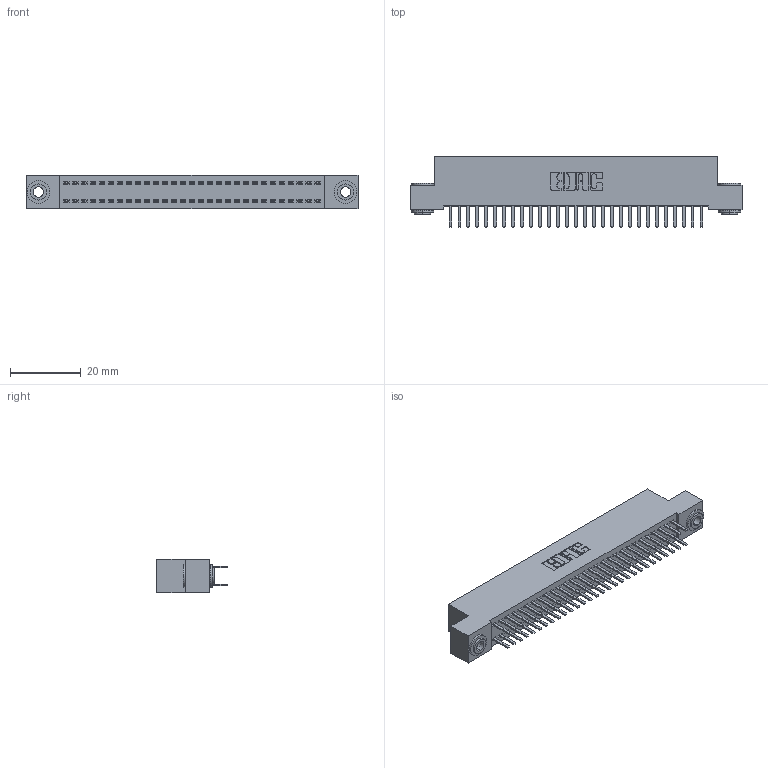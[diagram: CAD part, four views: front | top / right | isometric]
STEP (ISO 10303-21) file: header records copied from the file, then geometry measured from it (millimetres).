
FILE_DESCRIPTION (( 'STEP AP203' ), '1' );
FILE_NAME ('392-058-520-203.STEP', '2019-10-08T16:11:40', ( '' ), ( '' ), 'SwSTEP 2.0', 'SolidWorks 2016', '' );
FILE_SCHEMA (( 'CONFIG_CONTROL_DESIGN' ));
Length unit declared in the file: inch
Products named in the file (4): 392-058-520-203; 342 Part_.156 TH; 345-292-001_345-293-120; 342-250-002_345-250-002-102
Assembly tree (61 placements, depth 2):
  392-058-520-203
    342 Part_.156 TH
    345-292-001_345-293-120  x58
    342-250-002_345-250-002-102  x2
Bounding box: 93.98 x 20.02 x 9.4 mm (x, y, z)
Volume: 8379.9 mm3; surface area: 13473.9 mm2
Topology: 61 solids, 61 shells, 3396 faces, 9829 edges, 6394 vertices
Faces by surface type: plane 2280, cylinder 1108, cone 8
Entity records: 20970 total; most frequent: CARTESIAN_POINT 3477, ORIENTED_EDGE 3394, DIRECTION 3015, EDGE_CURVE 1697, LINE 1541, VECTOR 1541, VERTEX_POINT 1126, AXIS2_PLACEMENT_3D 737
